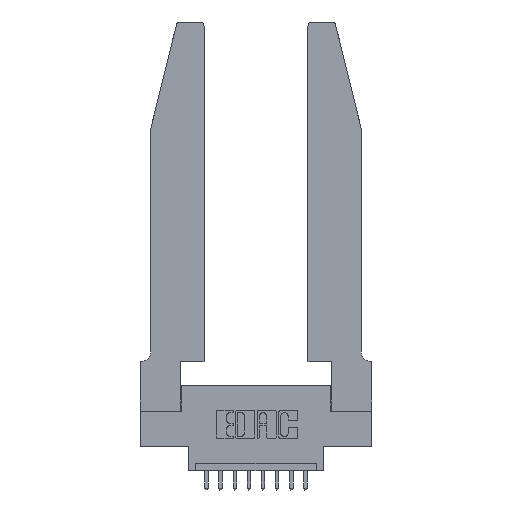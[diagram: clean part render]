
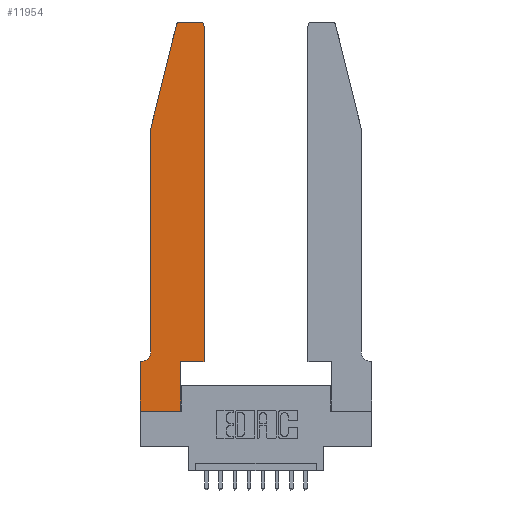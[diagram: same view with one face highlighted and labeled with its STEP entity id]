
A CAD part, top view. The second image highlights one B-rep face of the part: STEP entity #11954.
In plain terms, the highlighted planar face has unit normal (0, 0, 1).
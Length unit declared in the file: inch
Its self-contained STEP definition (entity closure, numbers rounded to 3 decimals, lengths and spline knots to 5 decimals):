
#609 = ORIENTED_EDGE ( 'NONE', *, *, #14265, .T. ) ;
#860 = EDGE_CURVE ( 'NONE', #12617, #3538, #13912, .T. ) ;
#934 = CARTESIAN_POINT ( 'NONE',  ( 0.4505, 0.35, 0.37 ) ) ;
#955 = CARTESIAN_POINT ( 'NONE',  ( 0.4205, 2.72, 0.37 ) ) ;
#1020 = CARTESIAN_POINT ( 'NONE',  ( 0., 0.35, 0.37 ) ) ;
#1166 = LINE ( 'NONE', #13628, #1363 ) ;
#1221 = DIRECTION ( 'NONE',  ( -1., 0., 0. ) ) ;
#1363 = VECTOR ( 'NONE', #8802, 39.37008 ) ;
#1802 = VECTOR ( 'NONE', #12301, 39.37008 ) ;
#1821 = VERTEX_POINT ( 'NONE', #1020 ) ;
#1827 = EDGE_CURVE ( 'NONE', #2629, #10434, #1883, .T. ) ;
#1883 = LINE ( 'NONE', #15301, #8445 ) ;
#2009 = ORIENTED_EDGE ( 'NONE', *, *, #14984, .T. ) ;
#2147 = VECTOR ( 'NONE', #9461, 39.37008 ) ;
#2149 = AXIS2_PLACEMENT_3D ( 'NONE', #955, #7065, #10641 ) ;
#2158 = CARTESIAN_POINT ( 'NONE',  ( 0.2865, 0.35, 0.37 ) ) ;
#2211 = DIRECTION ( 'NONE',  ( -1., 0., 0. ) ) ;
#2290 = LINE ( 'NONE', #3671, #7913 ) ;
#2408 = VERTEX_POINT ( 'NONE', #3879 ) ;
#2629 = VERTEX_POINT ( 'NONE', #11812 ) ;
#2675 = ORIENTED_EDGE ( 'NONE', *, *, #12531, .T. ) ;
#2859 = VECTOR ( 'NONE', #3251, 39.37008 ) ;
#2961 = VECTOR ( 'NONE', #14001, 39.37008 ) ;
#3000 = EDGE_CURVE ( 'NONE', #4088, #13964, #13292, .T. ) ;
#3011 = CARTESIAN_POINT ( 'NONE',  ( 0.284, 2.75, 0.37 ) ) ;
#3251 = DIRECTION ( 'NONE',  ( 0., 1., 0. ) ) ;
#3269 = CIRCLE ( 'NONE', #2149, 0.03 ) ;
#3319 = DIRECTION ( 'NONE',  ( -0.239, -0.971, 0. ) ) ;
#3412 = CARTESIAN_POINT ( 'NONE',  ( 0., 0.35, 0.37 ) ) ;
#3474 = CARTESIAN_POINT ( 'NONE',  ( 0.4505, 0.35, 0.37 ) ) ;
#3538 = VERTEX_POINT ( 'NONE', #4320 ) ;
#3671 = CARTESIAN_POINT ( 'NONE',  ( 0.0755, 0.35, 0.37 ) ) ;
#3879 = CARTESIAN_POINT ( 'NONE',  ( 0.0755, 2., 0.37 ) ) ;
#3880 = ORIENTED_EDGE ( 'NONE', *, *, #3000, .T. ) ;
#3901 = DIRECTION ( 'NONE',  ( 0., 0., 1. ) ) ;
#4088 = VERTEX_POINT ( 'NONE', #934 ) ;
#4133 = VECTOR ( 'NONE', #6059, 39.37008 ) ;
#4288 = VERTEX_POINT ( 'NONE', #9214 ) ;
#4320 = CARTESIAN_POINT ( 'NONE',  ( 0.2865, 0., 0.37 ) ) ;
#4424 = AXIS2_PLACEMENT_3D ( 'NONE', #3412, #11826, #4607 ) ;
#4607 = DIRECTION ( 'NONE',  ( 1., 0., 0. ) ) ;
#4918 = LINE ( 'NONE', #9012, #2859 ) ;
#5002 = EDGE_CURVE ( 'NONE', #10434, #14977, #12113, .T. ) ;
#5062 = ORIENTED_EDGE ( 'NONE', *, *, #9718, .T. ) ;
#5660 = PLANE ( 'NONE',  #4424 ) ;
#5787 = EDGE_LOOP ( 'NONE', ( #5946, #12612, #609, #14244, #5062, #2009, #6068, #13380, #5947, #2675, #3880, #13091 ) ) ;
#5946 = ORIENTED_EDGE ( 'NONE', *, *, #1827, .T. ) ;
#5947 = ORIENTED_EDGE ( 'NONE', *, *, #12960, .T. ) ;
#6059 = DIRECTION ( 'NONE',  ( 1., 0., 0. ) ) ;
#6068 = ORIENTED_EDGE ( 'NONE', *, *, #15263, .T. ) ;
#6981 = AXIS2_PLACEMENT_3D ( 'NONE', #8734, #3901, #13514 ) ;
#7065 = DIRECTION ( 'NONE',  ( 0., 0., 1. ) ) ;
#7309 = CARTESIAN_POINT ( 'NONE',  ( 0., 0., 0.37 ) ) ;
#7913 = VECTOR ( 'NONE', #1221, 39.37008 ) ;
#7941 = CARTESIAN_POINT ( 'NONE',  ( 0.0755, 2., 0.37 ) ) ;
#8445 = VECTOR ( 'NONE', #2211, 39.37008 ) ;
#8584 = CARTESIAN_POINT ( 'NONE',  ( 0.0755, 2., 0.37 ) ) ;
#8687 = VECTOR ( 'NONE', #3319, 39.37008 ) ;
#8734 = CARTESIAN_POINT ( 'NONE',  ( 0.284, 2.72, 0.37 ) ) ;
#8802 = DIRECTION ( 'NONE',  ( 0., -1., 0. ) ) ;
#9012 = CARTESIAN_POINT ( 'NONE',  ( 0.2865, 0.35, 0.37 ) ) ;
#9214 = CARTESIAN_POINT ( 'NONE',  ( 0.0755, 0.42, 0.37 ) ) ;
#9461 = DIRECTION ( 'NONE',  ( 1., 0., 0. ) ) ;
#9718 = EDGE_CURVE ( 'NONE', #4288, #13752, #13263, .T. ) ;
#10021 = FACE_OUTER_BOUND ( 'NONE', #5787, .T. ) ;
#10434 = VERTEX_POINT ( 'NONE', #3011 ) ;
#10578 = CARTESIAN_POINT ( 'NONE',  ( 0., 0., 0.37 ) ) ;
#10641 = DIRECTION ( 'NONE',  ( 1., 0., 0. ) ) ;
#10771 = DIRECTION ( 'NONE',  ( 0., 0., -1. ) ) ;
#10828 = EDGE_CURVE ( 'NONE', #2408, #4288, #13614, .T. ) ;
#11533 = CARTESIAN_POINT ( 'NONE',  ( 0.0055, 0.42, 0.37 ) ) ;
#11607 = CARTESIAN_POINT ( 'NONE',  ( 0.4505, 0.35, 0.37 ) ) ;
#11812 = CARTESIAN_POINT ( 'NONE',  ( 0.4205, 2.75, 0.37 ) ) ;
#11826 = DIRECTION ( 'NONE',  ( 0., 0., 1. ) ) ;
#11920 = CARTESIAN_POINT ( 'NONE',  ( 0.25487, 2.72718, 0.37 ) ) ;
#11954 = ADVANCED_FACE ( 'NONE', ( #10021 ), #5660, .T. ) ;
#12113 = CIRCLE ( 'NONE', #6981, 0.03 ) ;
#12162 = AXIS2_PLACEMENT_3D ( 'NONE', #11533, #10771, #15513 ) ;
#12301 = DIRECTION ( 'NONE',  ( 0., -1., 0. ) ) ;
#12531 = EDGE_CURVE ( 'NONE', #14614, #4088, #15260, .T. ) ;
#12612 = ORIENTED_EDGE ( 'NONE', *, *, #5002, .T. ) ;
#12617 = VERTEX_POINT ( 'NONE', #7309 ) ;
#12960 = EDGE_CURVE ( 'NONE', #3538, #14614, #4918, .T. ) ;
#13032 = CARTESIAN_POINT ( 'NONE',  ( 0.0055, 0.35, 0.37 ) ) ;
#13091 = ORIENTED_EDGE ( 'NONE', *, *, #13670, .T. ) ;
#13263 = CIRCLE ( 'NONE', #12162, 0.07 ) ;
#13292 = LINE ( 'NONE', #11607, #2961 ) ;
#13380 = ORIENTED_EDGE ( 'NONE', *, *, #860, .T. ) ;
#13514 = DIRECTION ( 'NONE',  ( 1., 0., 0. ) ) ;
#13614 = LINE ( 'NONE', #8584, #1802 ) ;
#13628 = CARTESIAN_POINT ( 'NONE',  ( 0., 0., 0.37 ) ) ;
#13670 = EDGE_CURVE ( 'NONE', #13964, #2629, #3269, .T. ) ;
#13752 = VERTEX_POINT ( 'NONE', #13032 ) ;
#13912 = LINE ( 'NONE', #10578, #4133 ) ;
#13964 = VERTEX_POINT ( 'NONE', #14523 ) ;
#14001 = DIRECTION ( 'NONE',  ( 0., 1., 0. ) ) ;
#14244 = ORIENTED_EDGE ( 'NONE', *, *, #10828, .T. ) ;
#14265 = EDGE_CURVE ( 'NONE', #14977, #2408, #14514, .T. ) ;
#14514 = LINE ( 'NONE', #7941, #8687 ) ;
#14523 = CARTESIAN_POINT ( 'NONE',  ( 0.4505, 2.72, 0.37 ) ) ;
#14614 = VERTEX_POINT ( 'NONE', #2158 ) ;
#14977 = VERTEX_POINT ( 'NONE', #11920 ) ;
#14984 = EDGE_CURVE ( 'NONE', #13752, #1821, #2290, .T. ) ;
#15260 = LINE ( 'NONE', #3474, #2147 ) ;
#15263 = EDGE_CURVE ( 'NONE', #1821, #12617, #1166, .T. ) ;
#15301 = CARTESIAN_POINT ( 'NONE',  ( 0.2605, 2.75, 0.37 ) ) ;
#15513 = DIRECTION ( 'NONE',  ( -1., 0., 0. ) ) ;
